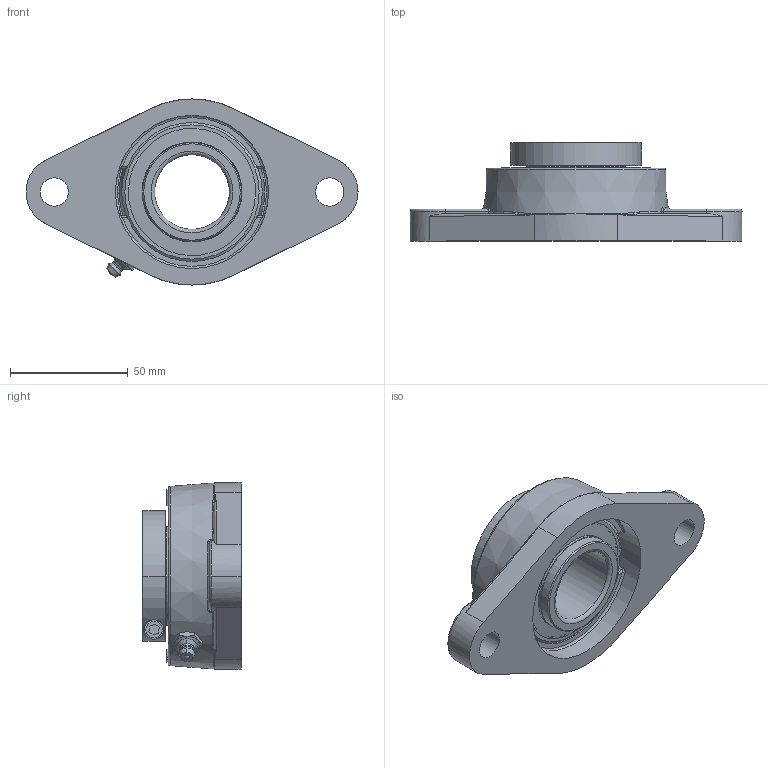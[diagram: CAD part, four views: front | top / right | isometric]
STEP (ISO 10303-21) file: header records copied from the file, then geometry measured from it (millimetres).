
FILE_DESCRIPTION(('HOOPS Exchange Step'),'2;1');
FILE_NAME('export-DFD7717F-BE5B-4C74-AD31-9BCFEEC41564.stp','2019-12-13T09:40:45-08:00',('ibuslach'),('Alibre'),'HOOPS Exchange 2019.2','Alibre','Unknown authorisation');
FILE_SCHEMA( ('AP242_MANAGED_MODEL_BASED_3D_ENGINEERING_MIM_LF {1 0 10303 442 1 1 4 }') );
Length unit declared in the file: centimetre
Products named in the file (8): ZERK 6mm; MRN SFT 206; SUE 206 LOCK RING; SUE 204 BOLT; SUE 206 SHIELD; SUE 206-20 RACES; MRN SUE 206-20; MRN SUEFT 206-20
Assembly tree (8 placements, depth 3):
  MRN SUEFT 206-20
    ZERK 6mm
    MRN SFT 206
    MRN SUE 206-20
      SUE 206 LOCK RING
      SUE 204 BOLT
      SUE 206 SHIELD  x2
      SUE 206-20 RACES
Bounding box: 141 x 41.7 x 79 mm (x, y, z)
Volume: 125123.5 mm3; surface area: 53839 mm2
Topology: 8 solids, 8 shells, 748 faces, 2096 edges, 1377 vertices
Faces by surface type: plane 294, extrusion 265, cylinder 67, cone 41, torus 38, bspline 34, sphere 9
Full cylindrical faces by diameter (mm): 1.478 x2, 3.242 x2, 4 x1, 5 x1, 6 x1, 7 x1, 8.25 x1, 12 x2, 31.75 x1, 42 x4, 42.508 x2, 52 x2, 54 x2, 63.017 x1, 65.017 x1
Entity records: 32836 total; most frequent: CARTESIAN_POINT 14751, ORIENTED_EDGE 4132, DIRECTION 2874, EDGE_CURVE 2066, VERTEX_POINT 1363, VECTOR 1320, LINE 1055, B_SPLINE_CURVE_WITH_KNOTS 921
